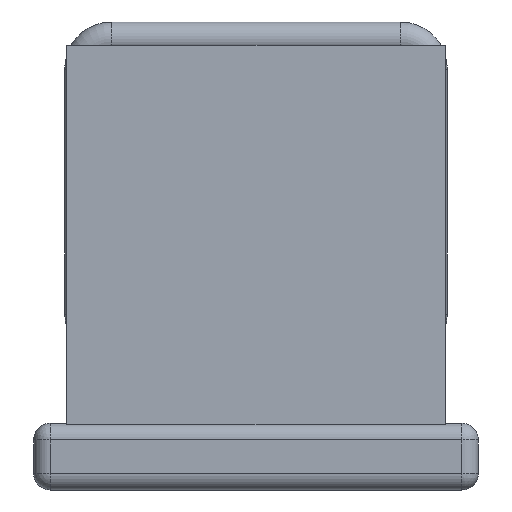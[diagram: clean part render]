
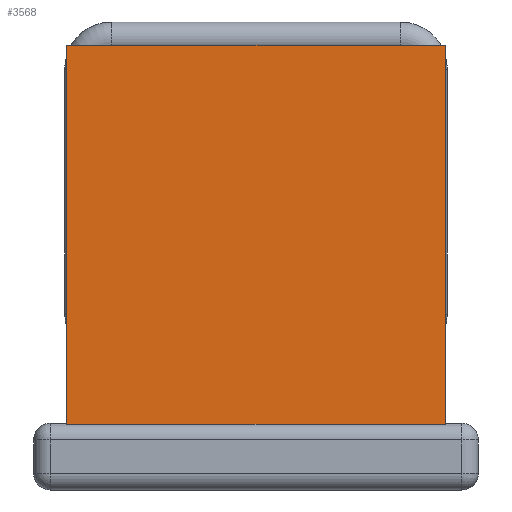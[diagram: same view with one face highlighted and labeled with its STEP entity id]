
A CAD part, left-side view. The second image highlights one B-rep face of the part: STEP entity #3568.
In plain terms, the highlighted planar face has unit normal (-1, 0, 0).
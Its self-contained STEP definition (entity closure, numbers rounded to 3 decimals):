
#181=PLANE('',#4066);
#361=FACE_OUTER_BOUND('',#526,.T.);
#526=EDGE_LOOP('',(#3234,#3235,#3236,#3237));
#540=LINE('',#5236,#700);
#688=LINE('',#6779,#848);
#689=LINE('',#6781,#849);
#690=LINE('',#6782,#850);
#700=VECTOR('',#4105,10.);
#848=VECTOR('',#5185,10.);
#849=VECTOR('',#5186,10.);
#850=VECTOR('',#5187,10.);
#1185=VERTEX_POINT('',#5232);
#1187=VERTEX_POINT('',#5235);
#1540=VERTEX_POINT('',#6778);
#1541=VERTEX_POINT('',#6780);
#1556=EDGE_CURVE('',#1185,#1187,#540,.F.);
#2112=EDGE_CURVE('',#1540,#1185,#688,.T.);
#2113=EDGE_CURVE('',#1541,#1540,#689,.T.);
#2114=EDGE_CURVE('',#1187,#1541,#690,.T.);
#3234=ORIENTED_EDGE('',*,*,#2112,.F.);
#3235=ORIENTED_EDGE('',*,*,#2113,.F.);
#3236=ORIENTED_EDGE('',*,*,#2114,.F.);
#3237=ORIENTED_EDGE('',*,*,#1556,.F.);
#3568=ADVANCED_FACE('',(#361),#181,.F.);
#4066=AXIS2_PLACEMENT_3D('',#6777,#5183,#5184);
#4105=DIRECTION('',(0.,-1.,0.));
#5183=DIRECTION('center_axis',(1.,0.,0.));
#5184=DIRECTION('ref_axis',(0.,0.,-1.));
#5185=DIRECTION('',(0.,0.,-1.));
#5186=DIRECTION('',(0.,-1.,0.));
#5187=DIRECTION('',(0.,0.,1.));
#5232=CARTESIAN_POINT('',(-0.415,-0.17,0.059));
#5235=CARTESIAN_POINT('',(-0.415,0.17,0.059));
#5236=CARTESIAN_POINT('',(-0.415,-0.1,0.059));
#6777=CARTESIAN_POINT('Origin',(-0.415,0.,0.23));
#6778=CARTESIAN_POINT('',(-0.415,-0.17,0.4));
#6779=CARTESIAN_POINT('',(-0.415,-0.17,0.23));
#6780=CARTESIAN_POINT('',(-0.415,0.17,0.4));
#6781=CARTESIAN_POINT('',(-0.415,0.,0.4));
#6782=CARTESIAN_POINT('',(-0.415,0.17,0.23));
